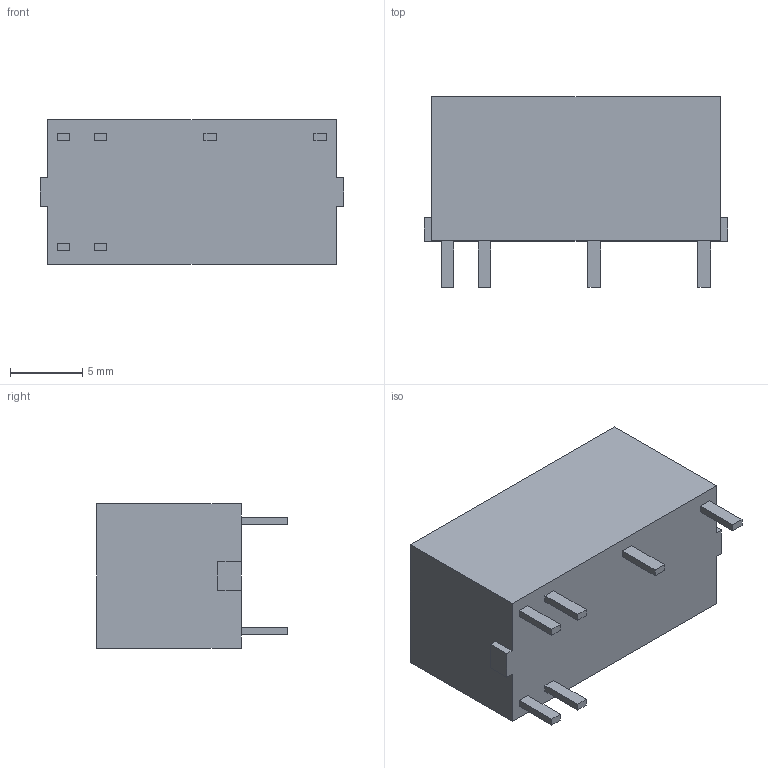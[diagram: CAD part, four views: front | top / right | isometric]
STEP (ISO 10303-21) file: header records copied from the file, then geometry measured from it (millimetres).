
FILE_DESCRIPTION(('STEP AP242'),'1');
FILE_NAME('g6bk-1114p-us_12dc.stp','2021-09-08T13:23:32',('TraceParts'),('TraceParts S.A.'),'Spatial InterOp 3D',' ',' ');
FILE_SCHEMA(('AP242_MANAGED_MODEL_BASED_3D_ENGINEERING_MIM_LF {1 0 10303 442 1 1 4}'));
Length unit declared in the file: millimetre
Products named in the file (1): g6bk-1114p-us_12dc
Bounding box: 21 x 13.2 x 10 mm (x, y, z)
Volume: 2011.5 mm3; surface area: 1059.7 mm2
Topology: 1 solids, 1 shells, 44 faces, 108 edges, 72 vertices
Faces by surface type: plane 44
Entity records: 1640 total; most frequent: CARTESIAN_POINT 225, ORIENTED_EDGE 216, DIRECTION 198, EDGE_CURVE 108, LINE 108, VECTOR 108, VERTEX_POINT 72, EDGE_LOOP 50
